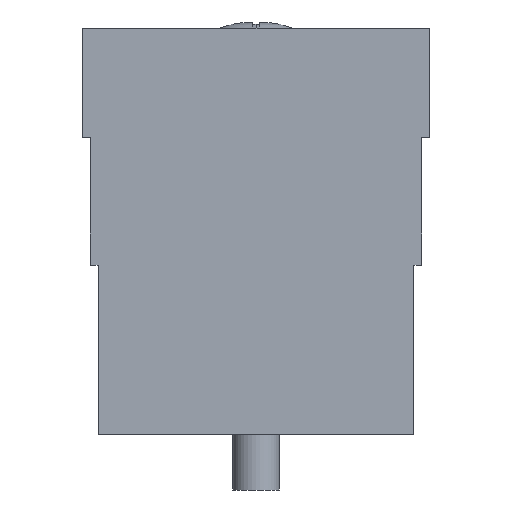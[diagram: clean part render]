
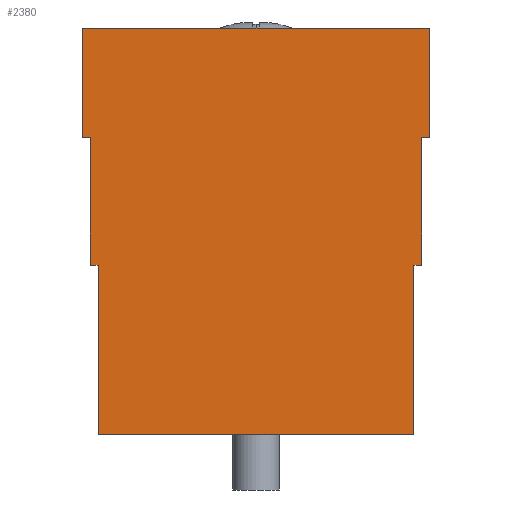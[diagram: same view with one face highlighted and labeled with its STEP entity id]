
A CAD part, front view. The second image highlights one B-rep face of the part: STEP entity #2380.
In plain terms, the highlighted planar face has unit normal (0, -1, 0).
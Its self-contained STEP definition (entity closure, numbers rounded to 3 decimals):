
#149=PLANE('',#2556);
#366=VERTEX_POINT('',#3454);
#367=VERTEX_POINT('',#3455);
#385=VERTEX_POINT('',#3499);
#388=VERTEX_POINT('',#3507);
#389=VERTEX_POINT('',#3508);
#392=VERTEX_POINT('',#3516);
#393=VERTEX_POINT('',#3517);
#394=VERTEX_POINT('',#3519);
#395=VERTEX_POINT('',#3523);
#396=VERTEX_POINT('',#3525);
#397=VERTEX_POINT('',#3527);
#398=VERTEX_POINT('',#3529);
#573=VECTOR('',#2852,1.);
#590=VECTOR('',#2885,1.);
#594=VECTOR('',#2890,1.);
#598=VECTOR('',#2895,1.);
#599=VECTOR('',#2896,1.);
#600=VECTOR('',#2897,1.);
#601=VECTOR('',#2898,1.);
#602=VECTOR('',#2899,1.);
#603=VECTOR('',#2900,1.);
#604=VECTOR('',#2901,1.);
#605=VECTOR('',#2902,1.);
#606=VECTOR('',#2903,1.);
#818=LINE('',#3453,#573);
#835=LINE('',#3498,#590);
#839=LINE('',#3506,#594);
#843=LINE('',#3515,#598);
#844=LINE('',#3518,#599);
#845=LINE('',#3520,#600);
#846=LINE('',#3521,#601);
#847=LINE('',#3522,#602);
#848=LINE('',#3524,#603);
#849=LINE('',#3526,#604);
#850=LINE('',#3528,#605);
#851=LINE('',#3530,#606);
#1103=EDGE_CURVE('',#366,#367,#818,.T.);
#1126=EDGE_CURVE('',#367,#385,#835,.T.);
#1130=EDGE_CURVE('',#388,#389,#839,.T.);
#1134=EDGE_CURVE('',#392,#393,#843,.T.);
#1135=EDGE_CURVE('',#392,#394,#844,.T.);
#1136=EDGE_CURVE('',#394,#385,#845,.T.);
#1137=EDGE_CURVE('',#388,#366,#846,.T.);
#1138=EDGE_CURVE('',#389,#395,#847,.T.);
#1139=EDGE_CURVE('',#396,#395,#848,.T.);
#1140=EDGE_CURVE('',#397,#396,#849,.T.);
#1141=EDGE_CURVE('',#397,#398,#850,.T.);
#1142=EDGE_CURVE('',#398,#393,#851,.T.);
#1515=ORIENTED_EDGE('',*,*,#1134,.F.);
#1516=ORIENTED_EDGE('',*,*,#1135,.T.);
#1517=ORIENTED_EDGE('',*,*,#1136,.T.);
#1518=ORIENTED_EDGE('',*,*,#1126,.F.);
#1519=ORIENTED_EDGE('',*,*,#1103,.F.);
#1520=ORIENTED_EDGE('',*,*,#1137,.F.);
#1521=ORIENTED_EDGE('',*,*,#1130,.T.);
#1522=ORIENTED_EDGE('',*,*,#1138,.T.);
#1523=ORIENTED_EDGE('',*,*,#1139,.F.);
#1524=ORIENTED_EDGE('',*,*,#1140,.F.);
#1525=ORIENTED_EDGE('',*,*,#1141,.T.);
#1526=ORIENTED_EDGE('',*,*,#1142,.T.);
#2085=EDGE_LOOP('',(#1515,#1516,#1517,#1518,#1519,#1520,#1521,#1522,#1523,
#1524,#1525,#1526));
#2236=FACE_BOUND('',#2085,.T.);
#2380=ADVANCED_FACE('',(#2236),#149,.F.);
#2556=AXIS2_PLACEMENT_3D('',#3514,#2894,$);
#2852=DIRECTION('',(0.,0.,-1.));
#2885=DIRECTION('',(-1.,0.,0.));
#2890=DIRECTION('',(0.,0.,1.));
#2894=DIRECTION('',(0.,1.,0.));
#2895=DIRECTION('',(0.,0.,-1.));
#2896=DIRECTION('',(-1.,0.,0.));
#2897=DIRECTION('',(0.,0.,-1.));
#2898=DIRECTION('',(-1.,0.,0.));
#2899=DIRECTION('',(1.,0.,0.));
#2900=DIRECTION('',(0.,0.,-1.));
#2901=DIRECTION('',(1.,0.,0.));
#2902=DIRECTION('',(0.,0.,1.));
#2903=DIRECTION('',(-1.,0.,0.));
#3453=CARTESIAN_POINT('',(55.498,-23.44,-31.204));
#3454=CARTESIAN_POINT('',(55.498,-23.44,-31.204));
#3455=CARTESIAN_POINT('',(55.498,-23.44,-31.704));
#3498=CARTESIAN_POINT('',(55.498,-23.44,-31.704));
#3499=CARTESIAN_POINT('',(48.398,-23.44,-31.704));
#3506=CARTESIAN_POINT('',(63.798,-23.44,-31.204));
#3507=CARTESIAN_POINT('',(63.798,-23.44,-31.204));
#3508=CARTESIAN_POINT('',(63.798,-23.44,-30.704));
#3514=CARTESIAN_POINT('',(48.398,-23.44,-8.504));
#3515=CARTESIAN_POINT('',(55.498,-23.44,-9.204));
#3516=CARTESIAN_POINT('',(55.498,-23.44,-9.204));
#3517=CARTESIAN_POINT('',(55.498,-23.44,-9.704));
#3518=CARTESIAN_POINT('',(55.498,-23.44,-9.204));
#3519=CARTESIAN_POINT('',(48.398,-23.44,-9.204));
#3520=CARTESIAN_POINT('',(48.398,-23.44,-9.204));
#3521=CARTESIAN_POINT('',(63.798,-23.44,-31.204));
#3522=CARTESIAN_POINT('',(63.798,-23.44,-30.704));
#3523=CARTESIAN_POINT('',(74.798,-23.44,-30.704));
#3524=CARTESIAN_POINT('',(74.798,-23.44,-10.204));
#3525=CARTESIAN_POINT('',(74.798,-23.44,-10.204));
#3526=CARTESIAN_POINT('',(63.798,-23.44,-10.204));
#3527=CARTESIAN_POINT('',(63.798,-23.44,-10.204));
#3528=CARTESIAN_POINT('',(63.798,-23.44,-10.204));
#3529=CARTESIAN_POINT('',(63.798,-23.44,-9.704));
#3530=CARTESIAN_POINT('',(63.798,-23.44,-9.704));
